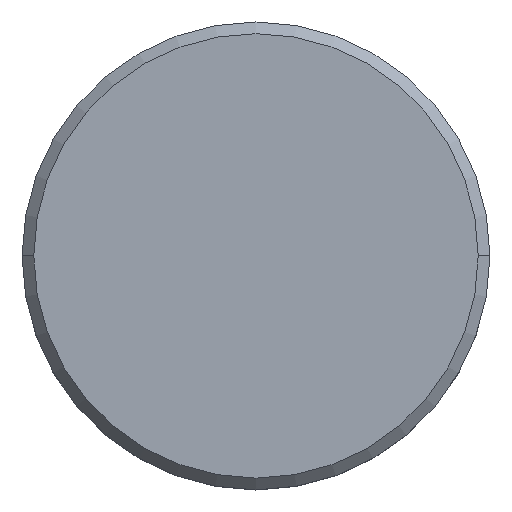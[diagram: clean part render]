
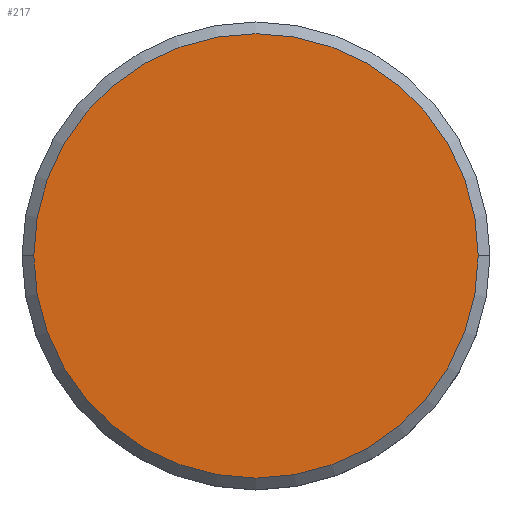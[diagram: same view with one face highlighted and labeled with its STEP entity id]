
A CAD part, top view. The second image highlights one B-rep face of the part: STEP entity #217.
In plain terms, the highlighted planar face has unit normal (0, 0, 1).
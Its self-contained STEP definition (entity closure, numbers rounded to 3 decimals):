
#2 = AXIS2_PLACEMENT_3D ( 'NONE', #11, #3, #838 ) ;
#3 = DIRECTION ( 'NONE',  ( 0., 0., 1. ) ) ;
#11 = CARTESIAN_POINT ( 'NONE',  ( 0., 0., 0. ) ) ;
#44 = VERTEX_POINT ( 'NONE', #506 ) ;
#149 = PLANE ( 'NONE',  #514 ) ;
#176 = CARTESIAN_POINT ( 'NONE',  ( 0., 0., 0. ) ) ;
#217 = ADVANCED_FACE ( 'NONE', ( #544 ), #149, .T. ) ;
#226 = VERTEX_POINT ( 'NONE', #377 ) ;
#297 = DIRECTION ( 'NONE',  ( 1., 0., 0. ) ) ;
#306 = CIRCLE ( 'NONE', #2, 9.5 ) ;
#318 = EDGE_CURVE ( 'NONE', #44, #226, #811, .T. ) ;
#333 = DIRECTION ( 'NONE',  ( 1., 0., 0. ) ) ;
#341 = AXIS2_PLACEMENT_3D ( 'NONE', #176, #489, #333 ) ;
#377 = CARTESIAN_POINT ( 'NONE',  ( 9.5, 0., 0. ) ) ;
#378 = EDGE_CURVE ( 'NONE', #226, #44, #306, .T. ) ;
#415 = ORIENTED_EDGE ( 'NONE', *, *, #378, .T. ) ;
#455 = DIRECTION ( 'NONE',  ( 0., 0., 1. ) ) ;
#468 = CARTESIAN_POINT ( 'NONE',  ( 0., 0., 0. ) ) ;
#489 = DIRECTION ( 'NONE',  ( 0., 0., 1. ) ) ;
#493 = EDGE_LOOP ( 'NONE', ( #684, #415 ) ) ;
#506 = CARTESIAN_POINT ( 'NONE',  ( -9.5, 0., 0. ) ) ;
#514 = AXIS2_PLACEMENT_3D ( 'NONE', #468, #455, #297 ) ;
#544 = FACE_OUTER_BOUND ( 'NONE', #493, .T. ) ;
#684 = ORIENTED_EDGE ( 'NONE', *, *, #318, .T. ) ;
#811 = CIRCLE ( 'NONE', #341, 9.5 ) ;
#838 = DIRECTION ( 'NONE',  ( 1., 0., 0. ) ) ;
